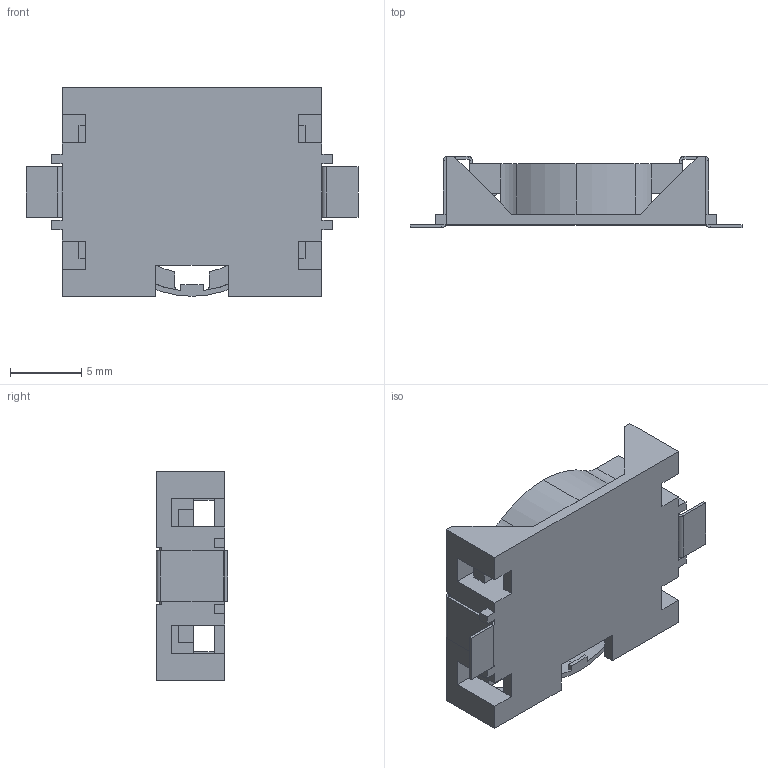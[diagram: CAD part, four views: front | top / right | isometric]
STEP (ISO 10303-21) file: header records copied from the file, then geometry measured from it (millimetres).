
FILE_DESCRIPTION (( 'STEP AP214' ), '1' );
FILE_NAME ('BHSD-1225 Assembly.STEP', '2024-10-22T21:10:35', ( '' ), ( '' ), 'SwSTEP 2.0', 'SolidWorks 2021', '' );
FILE_SCHEMA (( 'AUTOMOTIVE_DESIGN' ));
Length unit declared in the file: millimetre
Products named in the file (3): BHSD-1225-SM; BHSD-1225 Assembly; BHSD-1225-COVER
Assembly tree (2 placements, depth 2):
  BHSD-1225 Assembly
    BHSD-1225-SM
    BHSD-1225-COVER
Bounding box: 23.37 x 5.03 x 14.73 mm (x, y, z)
Volume: 511.1 mm3; surface area: 1572.5 mm2
Topology: 4 solids, 4 shells, 277 faces, 742 edges, 464 vertices
Faces by surface type: plane 205, cylinder 72
Entity records: 8698 total; most frequent: CARTESIAN_POINT 1598, ORIENTED_EDGE 1484, DIRECTION 1428, EDGE_CURVE 742, VECTOR 584, LINE 584, VERTEX_POINT 464, AXIS2_PLACEMENT_3D 422
